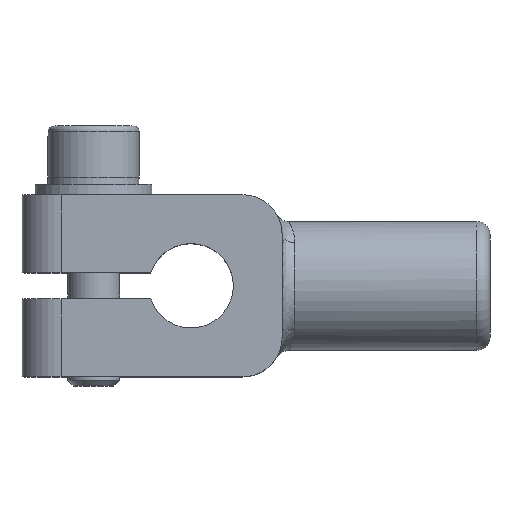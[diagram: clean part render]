
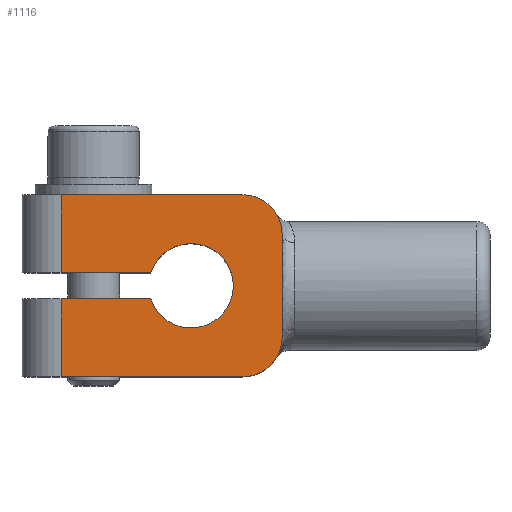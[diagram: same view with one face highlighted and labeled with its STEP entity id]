
A CAD part, top view. The second image highlights one B-rep face of the part: STEP entity #1116.
In plain terms, the highlighted planar face has unit normal (0, 0, 1).
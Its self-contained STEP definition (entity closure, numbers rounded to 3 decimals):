
#794=CARTESIAN_POINT('',(7.,-4.,6.));
#795=VERTEX_POINT('',#794);
#802=CARTESIAN_POINT('',(4.,-7.,6.));
#803=VERTEX_POINT('',#802);
#804=CARTESIAN_POINT('',(4.,-4.,6.));
#805=DIRECTION('',(0.0,0.0,-1.0));
#806=DIRECTION('',(0.707,-0.707,0.0));
#807=AXIS2_PLACEMENT_3D('',#804,#805,#806);
#808=CIRCLE('',#807,3.);
#809=EDGE_CURVE('',#795,#803,#808,.T.);
#843=CARTESIAN_POINT('',(7.,4.,6.));
#844=VERTEX_POINT('',#843);
#851=CARTESIAN_POINT('',(7.,4.,6.));
#852=DIRECTION('',(0.0,-1.0,0.0));
#853=VECTOR('',#852,8.);
#854=LINE('',#851,#853);
#855=EDGE_CURVE('',#844,#795,#854,.T.);
#989=CARTESIAN_POINT('',(-10.,7.0,6.));
#990=VERTEX_POINT('',#989);
#998=CARTESIAN_POINT('',(4.,7.,6.));
#999=VERTEX_POINT('',#998);
#1000=CARTESIAN_POINT('',(-10.,7.0,6.));
#1001=DIRECTION('',(1.0,0.0,0.0));
#1002=VECTOR('',#1001,14.0);
#1003=LINE('',#1000,#1002);
#1004=EDGE_CURVE('',#990,#999,#1003,.T.);
#1041=CARTESIAN_POINT('',(-10.,1.,6.));
#1042=VERTEX_POINT('',#1041);
#1050=CARTESIAN_POINT('',(-10.,1.,6.));
#1051=DIRECTION('',(0.0,1.0,0.0));
#1052=VECTOR('',#1051,6.);
#1053=LINE('',#1050,#1052);
#1054=EDGE_CURVE('',#1042,#990,#1053,.T.);
#1059=CARTESIAN_POINT('',(-3.,0.,6.));
#1060=DIRECTION('',(0.0,0.0,1.0));
#1061=DIRECTION('',(1.0,0.0,0.0));
#1062=AXIS2_PLACEMENT_3D('',#1059,#1060,#1061);
#1063=PLANE('',#1062);
#1064=ORIENTED_EDGE('',*,*,#1054,.F.);
#1065=CARTESIAN_POINT('',(-3.092,1.,6.));
#1066=VERTEX_POINT('',#1065);
#1067=CARTESIAN_POINT('',(-10.,1.,6.));
#1068=DIRECTION('',(1.0,0.0,0.0));
#1069=VECTOR('',#1068,6.908);
#1070=LINE('',#1067,#1069);
#1071=EDGE_CURVE('',#1042,#1066,#1070,.T.);
#1072=ORIENTED_EDGE('',*,*,#1071,.T.);
#1073=CARTESIAN_POINT('',(-3.092,-1.,6.));
#1074=VERTEX_POINT('',#1073);
#1075=CARTESIAN_POINT('',(0.0,0.0,6.));
#1076=DIRECTION('',(0.0,0.0,-1.0));
#1077=DIRECTION('',(-0.951,-0.308,0.0));
#1078=AXIS2_PLACEMENT_3D('',#1075,#1076,#1077);
#1079=CIRCLE('',#1078,3.25);
#1080=EDGE_CURVE('',#1066,#1074,#1079,.T.);
#1081=ORIENTED_EDGE('',*,*,#1080,.T.);
#1082=CARTESIAN_POINT('',(-10.,-1.,6.));
#1083=VERTEX_POINT('',#1082);
#1084=CARTESIAN_POINT('',(-3.092,-1.,6.));
#1085=DIRECTION('',(-1.0,0.0,0.0));
#1086=VECTOR('',#1085,6.908);
#1087=LINE('',#1084,#1086);
#1088=EDGE_CURVE('',#1074,#1083,#1087,.T.);
#1089=ORIENTED_EDGE('',*,*,#1088,.T.);
#1090=CARTESIAN_POINT('',(-10.0,-7.,6.));
#1091=VERTEX_POINT('',#1090);
#1092=CARTESIAN_POINT('',(-10.0,-7.,6.));
#1093=DIRECTION('',(0.0,1.0,0.0));
#1094=VECTOR('',#1093,6.);
#1095=LINE('',#1092,#1094);
#1096=EDGE_CURVE('',#1091,#1083,#1095,.T.);
#1097=ORIENTED_EDGE('',*,*,#1096,.F.);
#1098=CARTESIAN_POINT('',(4.,-7.,6.));
#1099=DIRECTION('',(-1.0,0.0,0.0));
#1100=VECTOR('',#1099,14.);
#1101=LINE('',#1098,#1100);
#1102=EDGE_CURVE('',#803,#1091,#1101,.T.);
#1103=ORIENTED_EDGE('',*,*,#1102,.F.);
#1104=ORIENTED_EDGE('',*,*,#809,.F.);
#1105=ORIENTED_EDGE('',*,*,#855,.F.);
#1106=CARTESIAN_POINT('',(4.,4.,6.));
#1107=DIRECTION('',(0.0,0.0,-1.));
#1108=DIRECTION('',(0.707,0.707,0.0));
#1109=AXIS2_PLACEMENT_3D('',#1106,#1107,#1108);
#1110=CIRCLE('',#1109,3.);
#1111=EDGE_CURVE('',#999,#844,#1110,.T.);
#1112=ORIENTED_EDGE('',*,*,#1111,.F.);
#1113=ORIENTED_EDGE('',*,*,#1004,.F.);
#1114=EDGE_LOOP('',(#1064,#1072,#1081,#1089,#1097,#1103,#1104,#1105,#1112,#1113));
#1115=FACE_OUTER_BOUND('',#1114,.T.);
#1116=ADVANCED_FACE('',(#1115),#1063,.T.);
